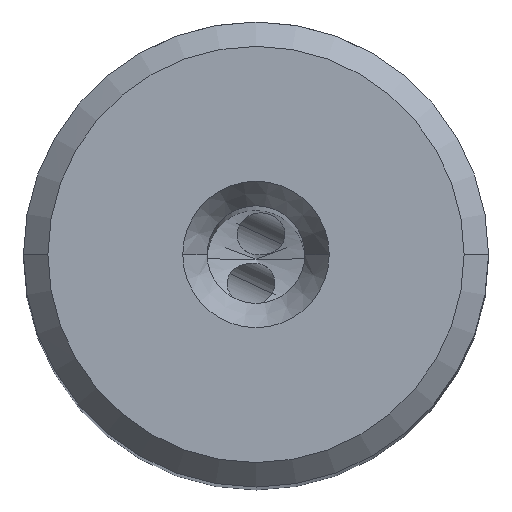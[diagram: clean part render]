
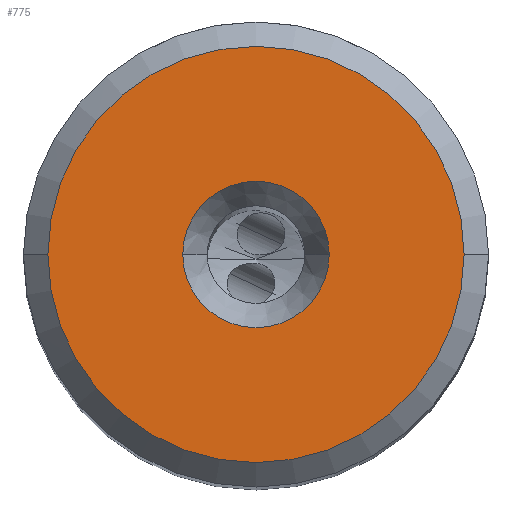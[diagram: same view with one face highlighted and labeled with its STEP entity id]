
A CAD part, top view. The second image highlights one B-rep face of the part: STEP entity #775.
In plain terms, the highlighted planar face has unit normal (0, 0, 1).
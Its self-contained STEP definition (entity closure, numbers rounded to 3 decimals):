
#89=FACE_BOUND('',#1294,.T.);
#90=FACE_BOUND('',#1295,.T.);
#227=PLANE('',#4755);
#775=ADVANCED_FACE('',(#89,#90),#227,.T.);
#1294=EDGE_LOOP('',(#2305,#2306));
#1295=EDGE_LOOP('',(#2307,#2308));
#2305=ORIENTED_EDGE('',*,*,#3896,.T.);
#2306=ORIENTED_EDGE('',*,*,#3897,.T.);
#2307=ORIENTED_EDGE('',*,*,#3895,.T.);
#2308=ORIENTED_EDGE('',*,*,#3892,.T.);
#3334=VERTEX_POINT('',#8994);
#3335=VERTEX_POINT('',#8996);
#3336=VERTEX_POINT('',#9003);
#3337=VERTEX_POINT('',#9004);
#3892=EDGE_CURVE('',#3335,#3334,#4299,.T.);
#3895=EDGE_CURVE('',#3334,#3335,#4301,.T.);
#3896=EDGE_CURVE('',#3336,#3337,#4302,.T.);
#3897=EDGE_CURVE('',#3337,#3336,#4303,.T.);
#4299=CIRCLE('',#4748,3.);
#4301=CIRCLE('',#4751,3.);
#4302=CIRCLE('',#4753,8.525);
#4303=CIRCLE('',#4754,8.525);
#4748=AXIS2_PLACEMENT_3D('',#8995,#5600,#5601);
#4751=AXIS2_PLACEMENT_3D('',#9000,#5607,#5608);
#4753=AXIS2_PLACEMENT_3D('',#9002,#5611,#5612);
#4754=AXIS2_PLACEMENT_3D('',#9005,#5613,#5614);
#4755=AXIS2_PLACEMENT_3D('',#9006,#5615,#5616);
#5600=DIRECTION('',(0.,0.,-1.));
#5601=DIRECTION('',(1.,0.,0.));
#5607=DIRECTION('',(0.,0.,-1.));
#5608=DIRECTION('',(-1.,0.,0.));
#5611=DIRECTION('',(0.,0.,1.));
#5612=DIRECTION('',(-1.,0.001,0.));
#5613=DIRECTION('',(0.,0.,1.));
#5614=DIRECTION('',(1.,-0.001,0.));
#5615=DIRECTION('',(0.,0.,1.));
#5616=DIRECTION('',(1.,0.,0.));
#8994=CARTESIAN_POINT('',(-3.,0.,0.));
#8995=CARTESIAN_POINT('',(0.,0.,0.));
#8996=CARTESIAN_POINT('',(3.,0.,0.));
#9000=CARTESIAN_POINT('',(0.,0.,0.));
#9002=CARTESIAN_POINT('',(0.,0.,0.));
#9003=CARTESIAN_POINT('',(-8.525,0.005,0.));
#9004=CARTESIAN_POINT('',(8.525,-0.005,0.));
#9005=CARTESIAN_POINT('',(0.,0.,0.));
#9006=CARTESIAN_POINT('',(0.,0.,0.));
